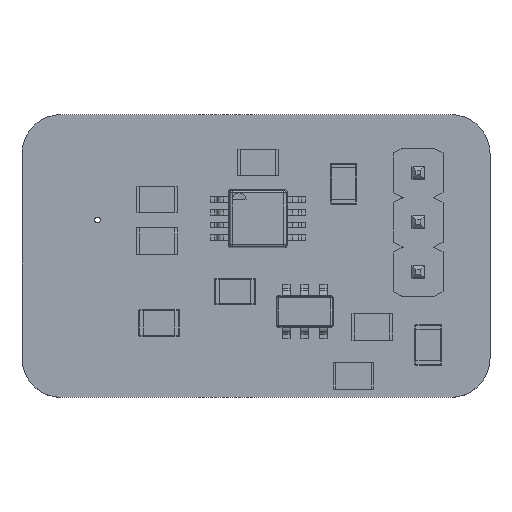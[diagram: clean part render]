
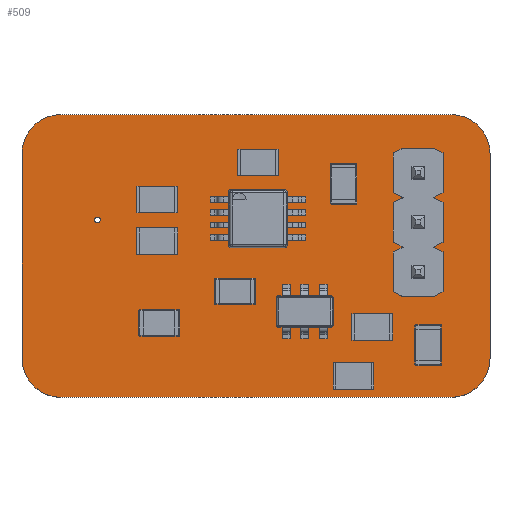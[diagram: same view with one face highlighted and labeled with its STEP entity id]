
A CAD part, top view. The second image highlights one B-rep face of the part: STEP entity #509.
In plain terms, the highlighted planar face has unit normal (0, 0, 1).
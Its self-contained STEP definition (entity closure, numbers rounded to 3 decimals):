
#100 = VERTEX_POINT('',#101);
#101 = CARTESIAN_POINT('',(22.,5.,1.697));
#107 = EDGE_CURVE('',#100,#108,#110,.T.);
#108 = VERTEX_POINT('',#109);
#109 = CARTESIAN_POINT('',(24.,7.,1.697));
#110 = CIRCLE('',#111,2.001);
#111 = AXIS2_PLACEMENT_3D('',#112,#113,#114);
#112 = CARTESIAN_POINT('',(21.999,7.001,1.697));
#113 = DIRECTION('',(0.,0.,1.));
#114 = DIRECTION('',(0.,-1.,0.));
#140 = EDGE_CURVE('',#108,#141,#143,.T.);
#141 = VERTEX_POINT('',#142);
#142 = CARTESIAN_POINT('',(24.,17.5,1.697));
#143 = LINE('',#144,#145);
#144 = CARTESIAN_POINT('',(24.,7.,1.697));
#145 = VECTOR('',#146,1.);
#146 = DIRECTION('',(0.,1.,0.));
#171 = EDGE_CURVE('',#141,#172,#174,.T.);
#172 = VERTEX_POINT('',#173);
#173 = CARTESIAN_POINT('',(22.,19.5,1.697));
#174 = CIRCLE('',#175,2.001);
#175 = AXIS2_PLACEMENT_3D('',#176,#177,#178);
#176 = CARTESIAN_POINT('',(21.999,17.499,1.697));
#177 = DIRECTION('',(0.,0.,1.));
#178 = DIRECTION('',(1.,0.,-0.));
#204 = EDGE_CURVE('',#172,#205,#207,.T.);
#205 = VERTEX_POINT('',#206);
#206 = CARTESIAN_POINT('',(2.,19.5,1.697));
#207 = LINE('',#208,#209);
#208 = CARTESIAN_POINT('',(22.,19.5,1.697));
#209 = VECTOR('',#210,1.);
#210 = DIRECTION('',(-1.,0.,0.));
#235 = EDGE_CURVE('',#205,#236,#238,.T.);
#236 = VERTEX_POINT('',#237);
#237 = CARTESIAN_POINT('',(0.,17.5,1.697));
#238 = CIRCLE('',#239,2.001);
#239 = AXIS2_PLACEMENT_3D('',#240,#241,#242);
#240 = CARTESIAN_POINT('',(2.001,17.499,1.697));
#241 = DIRECTION('',(0.,0.,1.));
#242 = DIRECTION('',(0.,1.,0.));
#268 = EDGE_CURVE('',#236,#269,#271,.T.);
#269 = VERTEX_POINT('',#270);
#270 = CARTESIAN_POINT('',(0.,7.,1.697));
#271 = LINE('',#272,#273);
#272 = CARTESIAN_POINT('',(0.,17.5,1.697));
#273 = VECTOR('',#274,1.);
#274 = DIRECTION('',(0.,-1.,0.));
#299 = EDGE_CURVE('',#269,#300,#302,.T.);
#300 = VERTEX_POINT('',#301);
#301 = CARTESIAN_POINT('',(2.,5.,1.697));
#302 = CIRCLE('',#303,2.001);
#303 = AXIS2_PLACEMENT_3D('',#304,#305,#306);
#304 = CARTESIAN_POINT('',(2.001,7.001,1.697));
#305 = DIRECTION('',(0.,0.,1.));
#306 = DIRECTION('',(-1.,0.,0.));
#332 = EDGE_CURVE('',#300,#100,#333,.T.);
#333 = LINE('',#334,#335);
#334 = CARTESIAN_POINT('',(2.,5.,1.697));
#335 = VECTOR('',#336,1.);
#336 = DIRECTION('',(1.,0.,0.));
#356 = VERTEX_POINT('',#357);
#357 = CARTESIAN_POINT('',(4.011,14.097,1.697));
#363 = EDGE_CURVE('',#356,#356,#364,.T.);
#364 = CIRCLE('',#365,0.15);
#365 = AXIS2_PLACEMENT_3D('',#366,#367,#368);
#366 = CARTESIAN_POINT('',(3.861,14.097,1.697));
#367 = DIRECTION('',(0.,0.,1.));
#368 = DIRECTION('',(1.,0.,-0.));
#389 = VERTEX_POINT('',#390);
#390 = CARTESIAN_POINT('',(20.87,16.51,1.697));
#396 = EDGE_CURVE('',#389,#389,#397,.T.);
#397 = CIRCLE('',#398,0.55);
#398 = AXIS2_PLACEMENT_3D('',#399,#400,#401);
#399 = CARTESIAN_POINT('',(20.32,16.51,1.697));
#400 = DIRECTION('',(0.,0.,1.));
#401 = DIRECTION('',(1.,0.,-0.));
#422 = VERTEX_POINT('',#423);
#423 = CARTESIAN_POINT('',(20.87,11.43,1.697));
#429 = EDGE_CURVE('',#422,#422,#430,.T.);
#430 = CIRCLE('',#431,0.55);
#431 = AXIS2_PLACEMENT_3D('',#432,#433,#434);
#432 = CARTESIAN_POINT('',(20.32,11.43,1.697));
#433 = DIRECTION('',(0.,0.,1.));
#434 = DIRECTION('',(1.,0.,-0.));
#455 = VERTEX_POINT('',#456);
#456 = CARTESIAN_POINT('',(20.87,13.97,1.697));
#462 = EDGE_CURVE('',#455,#455,#463,.T.);
#463 = CIRCLE('',#464,0.55);
#464 = AXIS2_PLACEMENT_3D('',#465,#466,#467);
#465 = CARTESIAN_POINT('',(20.32,13.97,1.697));
#466 = DIRECTION('',(0.,0.,1.));
#467 = DIRECTION('',(1.,0.,-0.));
#509 = ADVANCED_FACE('',(#510,#520,#523,#526,#529),#532,.T.);
#510 = FACE_BOUND('',#511,.T.);
#511 = EDGE_LOOP('',(#512,#513,#514,#515,#516,#517,#518,#519));
#512 = ORIENTED_EDGE('',*,*,#107,.T.);
#513 = ORIENTED_EDGE('',*,*,#140,.T.);
#514 = ORIENTED_EDGE('',*,*,#171,.T.);
#515 = ORIENTED_EDGE('',*,*,#204,.T.);
#516 = ORIENTED_EDGE('',*,*,#235,.T.);
#517 = ORIENTED_EDGE('',*,*,#268,.T.);
#518 = ORIENTED_EDGE('',*,*,#299,.T.);
#519 = ORIENTED_EDGE('',*,*,#332,.T.);
#520 = FACE_BOUND('',#521,.T.);
#521 = EDGE_LOOP('',(#522));
#522 = ORIENTED_EDGE('',*,*,#363,.F.);
#523 = FACE_BOUND('',#524,.T.);
#524 = EDGE_LOOP('',(#525));
#525 = ORIENTED_EDGE('',*,*,#396,.F.);
#526 = FACE_BOUND('',#527,.T.);
#527 = EDGE_LOOP('',(#528));
#528 = ORIENTED_EDGE('',*,*,#429,.F.);
#529 = FACE_BOUND('',#530,.T.);
#530 = EDGE_LOOP('',(#531));
#531 = ORIENTED_EDGE('',*,*,#462,.F.);
#532 = PLANE('',#533);
#533 = AXIS2_PLACEMENT_3D('',#534,#535,#536);
#534 = CARTESIAN_POINT('',(12.,12.25,1.697));
#535 = DIRECTION('',(0.,0.,1.));
#536 = DIRECTION('',(1.,0.,-0.));
